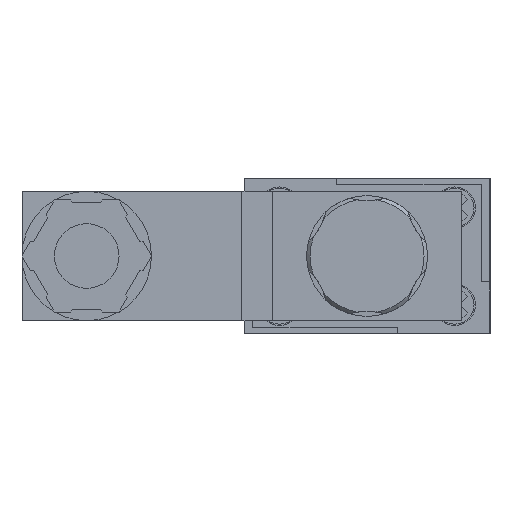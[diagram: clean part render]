
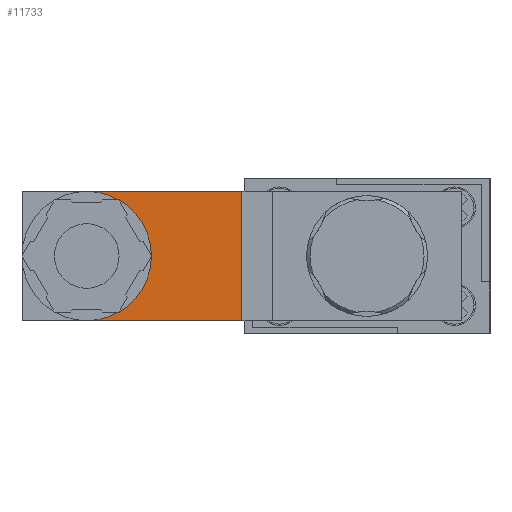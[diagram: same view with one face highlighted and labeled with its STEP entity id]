
A CAD part, left-side view. The second image highlights one B-rep face of the part: STEP entity #11733.
In plain terms, the highlighted planar face has unit normal (-1, 0, 0).
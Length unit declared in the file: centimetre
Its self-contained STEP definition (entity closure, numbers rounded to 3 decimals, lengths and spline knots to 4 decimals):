
#454=CIRCLE($,#12447,0.75);
#1017=FACE_OUTER_BOUND($,#1705,.T.);
#1705=EDGE_LOOP($,(#7874,#7875,#7876,#7877));
#2562=LINE($,#16964,#3700);
#2563=LINE($,#16966,#3701);
#2564=LINE($,#16967,#3702);
#3700=VECTOR($,#13625,1.8);
#3701=VECTOR($,#13626,1.8);
#3702=VECTOR($,#13627,1.5);
#4813=VERTEX_POINT($,#16810);
#4814=VERTEX_POINT($,#16811);
#4857=VERTEX_POINT($,#16963);
#4858=VERTEX_POINT($,#16965);
#6044=EDGE_CURVE($,#4813,#4814,#454,.T.);
#6096=EDGE_CURVE($,#4814,#4857,#2562,.T.);
#6097=EDGE_CURVE($,#4813,#4858,#2563,.T.);
#6098=EDGE_CURVE($,#4857,#4858,#2564,.T.);
#7874=ORIENTED_EDGE($,*,*,#6096,.F.);
#7875=ORIENTED_EDGE($,*,*,#6044,.F.);
#7876=ORIENTED_EDGE($,*,*,#6097,.T.);
#7877=ORIENTED_EDGE($,*,*,#6098,.F.);
#11254=PLANE($,#12464);
#11733=ADVANCED_FACE($,(#1017),#11254,.T.);
#12447=AXIS2_PLACEMENT_3D($,#16812,#13558,#13559);
#12464=AXIS2_PLACEMENT_3D($,#16962,#13623,#13624);
#13558=DIRECTION('center_axis',(-1.,0.,0.));
#13559=DIRECTION('ref_axis',(0.,0.,
1.));
#13623=DIRECTION('center_axis',(-1.,0.,0.));
#13624=DIRECTION('ref_axis',(0.,0.,1.));
#13625=DIRECTION($,(0.,-1.,0.));
#13626=DIRECTION($,(0.,-1.,0.));
#13627=DIRECTION($,(0.,0.,-1.));
#16810=CARTESIAN_POINT('',(-8.0092,4.0579,-0.75));
#16811=CARTESIAN_POINT('',(-8.0092,4.0579,0.75));
#16812=CARTESIAN_POINT('Origin',(-8.0092,4.0579,0.));
#16962=CARTESIAN_POINT('Origin',(-8.0092,4.8079,0.));
#16963=CARTESIAN_POINT('',(-8.0092,2.2579,0.75));
#16964=CARTESIAN_POINT($,(-8.0092,4.8079,0.75));
#16965=CARTESIAN_POINT('',(-8.0092,2.2579,-0.75));
#16966=CARTESIAN_POINT($,(-8.0092,4.8079,-0.75));
#16967=CARTESIAN_POINT($,(-8.0092,2.2579,0.));
